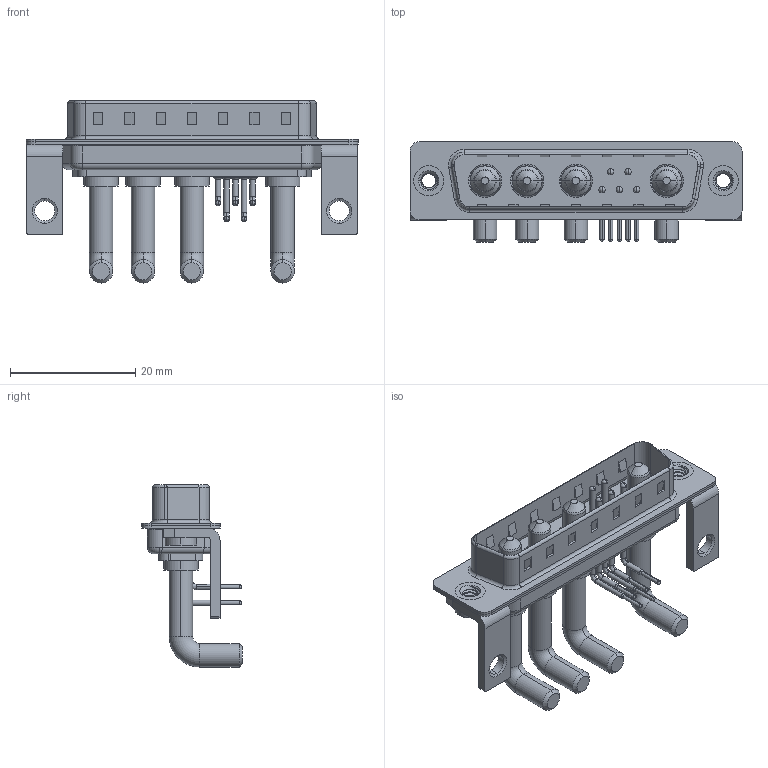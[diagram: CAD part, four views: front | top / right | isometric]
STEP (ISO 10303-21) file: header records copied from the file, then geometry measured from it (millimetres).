
FILE_DESCRIPTION (( 'STEP AP203' ), '1' );
FILE_NAME ('629-9W4-250-4TC.STEP', '2022-05-07T17:10:34', ( '' ), ( '' ), 'SwSTEP 2.0', 'SolidWorks 2020', '' );
FILE_SCHEMA (( 'CONFIG_CONTROL_DESIGN' ));
Length unit declared in the file: millimetre
Products named in the file (9): 629-9W4-250-4TC; 629Combo Threaded Rivet_2; 629Combo Shell Rear_25 Contacts; 629Combo Housing_9W4; 629Combo Stabilizer Bracket; 629Combo Shell Front_25 Contacts; Power Pin_Ext 40A RA; 629Combo Contact Row 2; 629Combo Contact Row 1
Assembly tree (16 placements, depth 2):
  629-9W4-250-4TC
    629Combo Housing_9W4
    629Combo Shell Rear_25 Contacts
    629Combo Shell Front_25 Contacts
    629Combo Threaded Rivet_2  x2
    629Combo Stabilizer Bracket  x2
    Power Pin_Ext 40A RA  x4
    629Combo Contact Row 1  x2
    629Combo Contact Row 2  x3
Bounding box: 53.05 x 16.05 x 29.11 mm (x, y, z)
Volume: 4222.8 mm3; surface area: 8404.9 mm2
Topology: 20 solids, 20 shells, 1146 faces, 3007 edges, 1924 vertices
Faces by surface type: plane 551, cylinder 425, torus 66, cone 64, bspline 40
Entity records: 23339 total; most frequent: CARTESIAN_POINT 5296, DIRECTION 3631, ORIENTED_EDGE 3468, EDGE_CURVE 1734, AXIS2_PLACEMENT_3D 1276, VERTEX_POINT 1114, LINE 1079, VECTOR 1079
